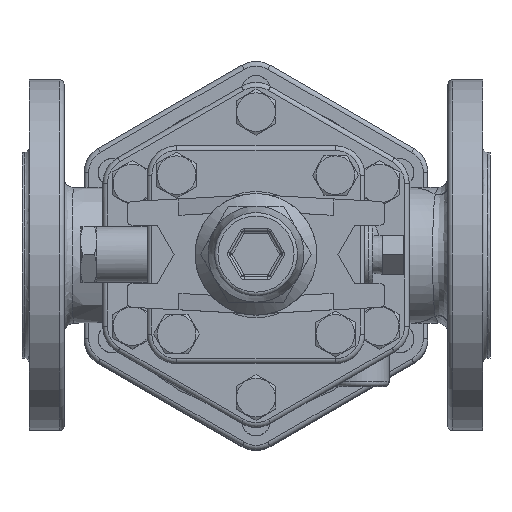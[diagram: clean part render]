
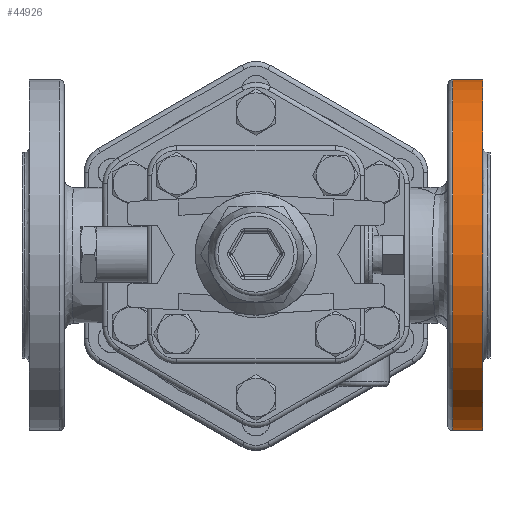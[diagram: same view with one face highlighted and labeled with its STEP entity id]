
A CAD part, top view. The second image highlights one B-rep face of the part: STEP entity #44926.
In plain terms, the highlighted cylindrical face has radius 75 mm (diameter 150 mm), a full revolution.
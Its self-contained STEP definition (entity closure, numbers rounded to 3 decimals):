
#44892=CARTESIAN_POINT('',(84.,0.,33.));
#44893=VERTEX_POINT('',#44892);
#44894=CARTESIAN_POINT('',(84.,0.0,108.));
#44895=DIRECTION('',(-1.0,0.0,0.0));
#44896=DIRECTION('',(0.0,0.0,1.0));
#44897=AXIS2_PLACEMENT_3D('',#44894,#44895,#44896);
#44898=CIRCLE('',#44897,75.0);
#44899=EDGE_CURVE('',#44893,#44893,#44898,.T.);
#44907=CARTESIAN_POINT('',(100.,0.0,108.0));
#44908=DIRECTION('',(-1.0,0.0,0.));
#44909=DIRECTION('',(0.0,0.0,1.0));
#44910=AXIS2_PLACEMENT_3D('',#44907,#44908,#44909);
#44911=CYLINDRICAL_SURFACE('',#44910,75.0);
#44912=CARTESIAN_POINT('',(97.,0.,33.));
#44913=VERTEX_POINT('',#44912);
#44914=CARTESIAN_POINT('',(97.,0.0,108.0));
#44915=DIRECTION('',(-1.0,0.0,0.0));
#44916=DIRECTION('',(0.0,0.0,1.0));
#44917=AXIS2_PLACEMENT_3D('',#44914,#44915,#44916);
#44918=CIRCLE('',#44917,75.0);
#44919=EDGE_CURVE('',#44913,#44913,#44918,.T.);
#44920=ORIENTED_EDGE('',*,*,#44919,.T.);
#44921=EDGE_LOOP('',(#44920));
#44922=FACE_OUTER_BOUND('',#44921,.T.);
#44923=ORIENTED_EDGE('',*,*,#44899,.F.);
#44924=EDGE_LOOP('',(#44923));
#44925=FACE_BOUND('',#44924,.T.);
#44926=ADVANCED_FACE('',(#44922,#44925),#44911,.T.);
